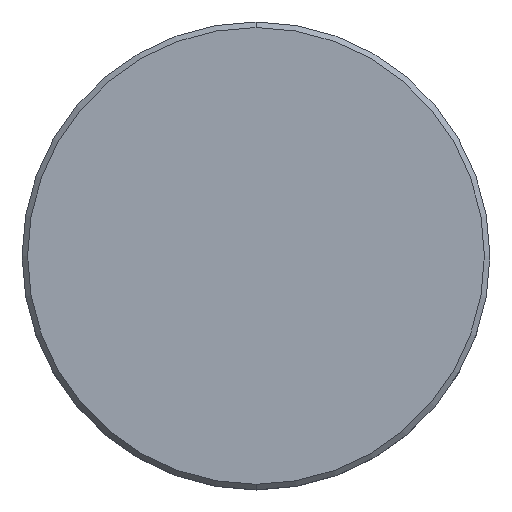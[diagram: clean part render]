
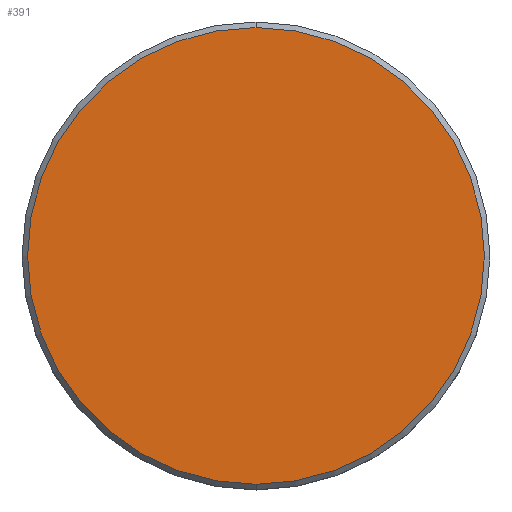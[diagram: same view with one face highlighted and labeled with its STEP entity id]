
A CAD part, top view. The second image highlights one B-rep face of the part: STEP entity #391.
In plain terms, the highlighted planar face has unit normal (0, 0, 1).
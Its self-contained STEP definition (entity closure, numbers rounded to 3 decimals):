
#24 = CARTESIAN_POINT ( 'NONE',  ( 0., -31., 63.5 ) ) ;
#98 = AXIS2_PLACEMENT_3D ( 'NONE', #648, #161, #282 ) ;
#100 = CARTESIAN_POINT ( 'NONE',  ( 0., 0., 63.5 ) ) ;
#128 = ORIENTED_EDGE ( 'NONE', *, *, #643, .T. ) ;
#145 = PLANE ( 'NONE',  #303 ) ;
#161 = DIRECTION ( 'NONE',  ( 0., 0., 1. ) ) ;
#205 = DIRECTION ( 'NONE',  ( 0., 1., 0. ) ) ;
#222 = DIRECTION ( 'NONE',  ( 0., -1., 0. ) ) ;
#276 = VERTEX_POINT ( 'NONE', #24 ) ;
#282 = DIRECTION ( 'NONE',  ( 0., -1., 0. ) ) ;
#290 = CARTESIAN_POINT ( 'NONE',  ( 0., 31., 63.5 ) ) ;
#303 = AXIS2_PLACEMENT_3D ( 'NONE', #650, #346, #205 ) ;
#318 = EDGE_LOOP ( 'NONE', ( #128, #499 ) ) ;
#346 = DIRECTION ( 'NONE',  ( 0., 0., -1. ) ) ;
#355 = CIRCLE ( 'NONE', #399, 31. ) ;
#391 = ADVANCED_FACE ( 'NONE', ( #728 ), #145, .F. ) ;
#399 = AXIS2_PLACEMENT_3D ( 'NONE', #100, #704, #222 ) ;
#479 = CIRCLE ( 'NONE', #98, 31. ) ;
#499 = ORIENTED_EDGE ( 'NONE', *, *, #519, .T. ) ;
#519 = EDGE_CURVE ( 'NONE', #276, #548, #355, .T. ) ;
#548 = VERTEX_POINT ( 'NONE', #290 ) ;
#643 = EDGE_CURVE ( 'NONE', #548, #276, #479, .T. ) ;
#648 = CARTESIAN_POINT ( 'NONE',  ( 0., 0., 63.5 ) ) ;
#650 = CARTESIAN_POINT ( 'NONE',  ( 0., 31., 63.5 ) ) ;
#704 = DIRECTION ( 'NONE',  ( 0., 0., 1. ) ) ;
#728 = FACE_OUTER_BOUND ( 'NONE', #318, .T. ) ;
